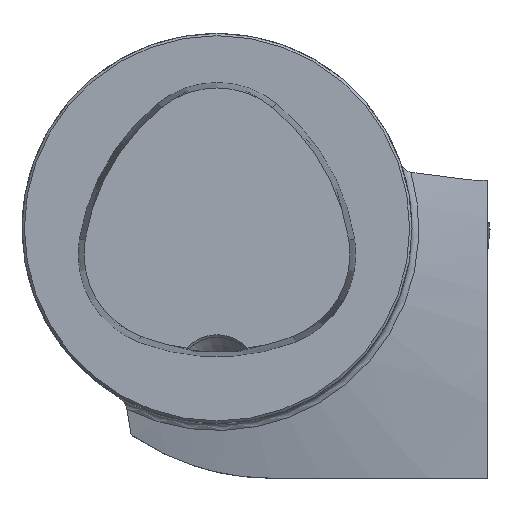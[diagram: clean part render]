
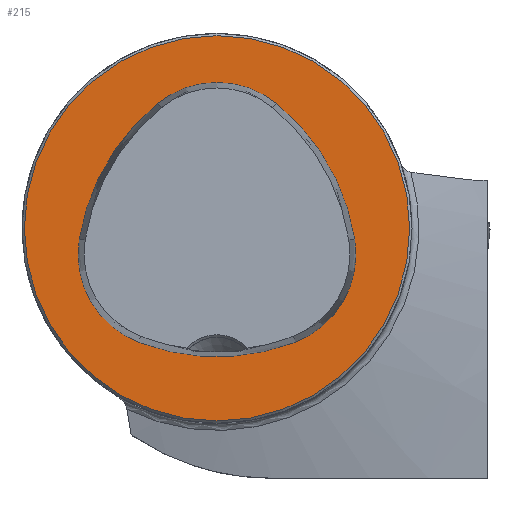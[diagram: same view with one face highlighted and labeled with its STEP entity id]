
A CAD part, top view. The second image highlights one B-rep face of the part: STEP entity #215.
In plain terms, the highlighted planar face has unit normal (0, 0, 1).
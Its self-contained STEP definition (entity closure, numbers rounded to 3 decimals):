
#110=FACE_BOUND('',#491,.T.);
#111=FACE_BOUND('',#492,.T.);
#215=ADVANCED_FACE('CU_E_LO_SU_1',(#110,#111),#318,.T.);
#318=PLANE('',#2259);
#491=EDGE_LOOP('',(#1142,#1143,#1144,#1145,#1146,#1147));
#492=EDGE_LOOP('',(#1148));
#1142=ORIENTED_EDGE('',*,*,#1900,.F.);
#1143=ORIENTED_EDGE('',*,*,#1901,.F.);
#1144=ORIENTED_EDGE('',*,*,#1902,.F.);
#1145=ORIENTED_EDGE('',*,*,#1903,.F.);
#1146=ORIENTED_EDGE('',*,*,#1897,.F.);
#1147=ORIENTED_EDGE('',*,*,#1904,.F.);
#1148=ORIENTED_EDGE('',*,*,#1905,.T.);
#1680=VERTEX_POINT('',#3652);
#1681=VERTEX_POINT('',#3654);
#1683=VERTEX_POINT('',#3660);
#1684=VERTEX_POINT('',#3661);
#1685=VERTEX_POINT('',#3663);
#1686=VERTEX_POINT('',#3665);
#1687=VERTEX_POINT('',#3669);
#1897=EDGE_CURVE('',#1680,#1681,#2085,.T.);
#1900=EDGE_CURVE('',#1683,#1684,#2087,.T.);
#1901=EDGE_CURVE('',#1685,#1683,#2088,.T.);
#1902=EDGE_CURVE('',#1686,#1685,#2089,.T.);
#1903=EDGE_CURVE('',#1681,#1686,#2090,.T.);
#1904=EDGE_CURVE('',#1684,#1680,#2091,.T.);
#1905=EDGE_CURVE('',#1687,#1687,#2092,.T.);
#2085=CIRCLE('',#2250,28.075);
#2087=CIRCLE('',#2253,28.075);
#2088=CIRCLE('',#2254,12.075);
#2089=CIRCLE('',#2255,28.075);
#2090=CIRCLE('',#2256,12.075);
#2091=CIRCLE('',#2257,12.075);
#2092=CIRCLE('',#2258,24.7);
#2250=AXIS2_PLACEMENT_3D('',#3653,#2558,#2559);
#2253=AXIS2_PLACEMENT_3D('',#3659,#2565,#2566);
#2254=AXIS2_PLACEMENT_3D('',#3662,#2567,#2568);
#2255=AXIS2_PLACEMENT_3D('',#3664,#2569,#2570);
#2256=AXIS2_PLACEMENT_3D('',#3666,#2571,#2572);
#2257=AXIS2_PLACEMENT_3D('',#3667,#2573,#2574);
#2258=AXIS2_PLACEMENT_3D('',#3668,#2575,#2576);
#2259=AXIS2_PLACEMENT_3D('',#3670,#2577,#2578);
#2558=DIRECTION('',(0.,0.,1.));
#2559=DIRECTION('',(1.,0.,0.));
#2565=DIRECTION('',(0.,0.,1.));
#2566=DIRECTION('',(1.,0.,0.));
#2567=DIRECTION('',(0.,0.,1.));
#2568=DIRECTION('',(1.,0.,0.));
#2569=DIRECTION('',(0.,0.,1.));
#2570=DIRECTION('',(1.,0.,0.));
#2571=DIRECTION('',(0.,0.,1.));
#2572=DIRECTION('',(1.,0.,0.));
#2573=DIRECTION('',(0.,0.,1.));
#2574=DIRECTION('',(1.,0.,0.));
#2575=DIRECTION('',(0.,0.,1.));
#2576=DIRECTION('',(1.,0.,0.));
#2577=DIRECTION('',(0.,0.,1.));
#2578=DIRECTION('',(1.,0.,0.));
#3652=CARTESIAN_POINT('',(-10.05,-14.595,0.));
#3653=CARTESIAN_POINT('',(0.,11.62,0.));
#3654=CARTESIAN_POINT('',(10.05,-14.595,0.));
#3659=CARTESIAN_POINT('',(10.078,-5.807,0.));
#3660=CARTESIAN_POINT('',(-7.606,15.999,0.));
#3661=CARTESIAN_POINT('',(-17.656,-1.443,0.));
#3662=CARTESIAN_POINT('',(0.,6.62,0.));
#3663=CARTESIAN_POINT('',(7.606,15.999,0.));
#3664=CARTESIAN_POINT('',(-10.078,-5.807,0.));
#3665=CARTESIAN_POINT('',(17.656,-1.443,0.));
#3666=CARTESIAN_POINT('',(5.727,-3.32,0.));
#3667=CARTESIAN_POINT('',(-5.727,-3.32,0.));
#3668=CARTESIAN_POINT('',(0.,0.,0.));
#3669=CARTESIAN_POINT('',(24.7,0.,0.));
#3670=CARTESIAN_POINT('',(0.,0.,0.));
